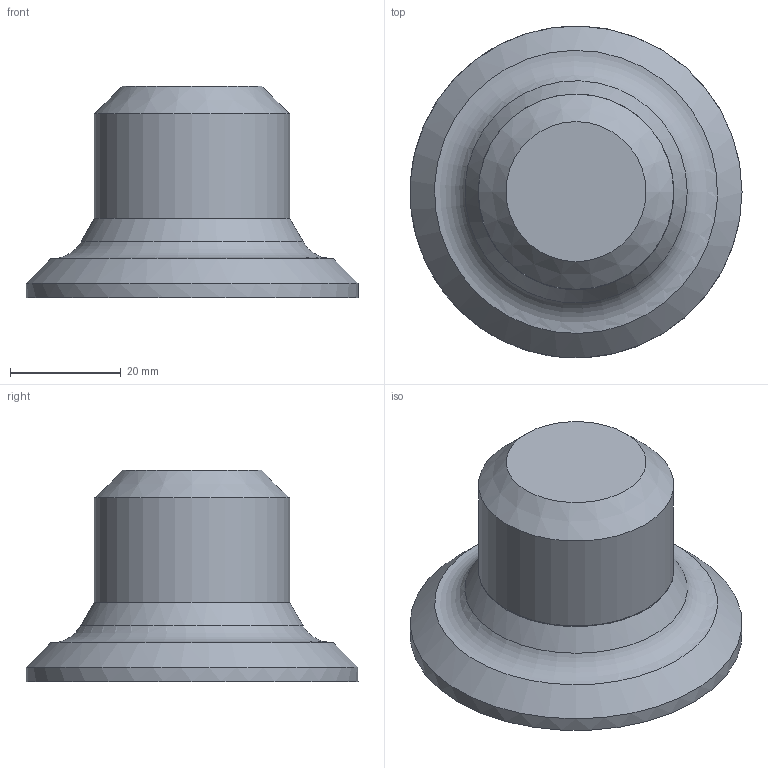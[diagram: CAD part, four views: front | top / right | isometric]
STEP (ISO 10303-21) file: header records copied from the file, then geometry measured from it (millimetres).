
FILE_DESCRIPTION( ( 'STEP AP203' ), '1' );
FILE_NAME( ' ', ' ', ( ' ' ), ( ' ' ), 'PSStep 10.1', ' ', ' ' );
FILE_SCHEMA( ( 'CONFIG_CONTROL_DESIGN' ) );
Length unit declared in the file: millimetre
Products named in the file (1): 1
Bounding box: 60 x 60 x 38.2 mm (x, y, z)
Volume: 49476.6 mm3; surface area: 9190.1 mm2
Topology: 1 solids, 1 shells, 9 faces, 20 edges, 13 vertices
Faces by surface type: cone 3, cylinder 2, torus 2, plane 2
Full cylindrical faces by diameter (mm): 35.3 x1, 60 x1
Entity records: 288 total; most frequent: CARTESIAN_POINT 94, DIRECTION 34, ORIENTED_EDGE 18, AXIS2_PLACEMENT_3D 17, EDGE_LOOP 16, FACE_OUTER_BOUND 13, ADVANCED_FACE 9, EDGE_CURVE 9
